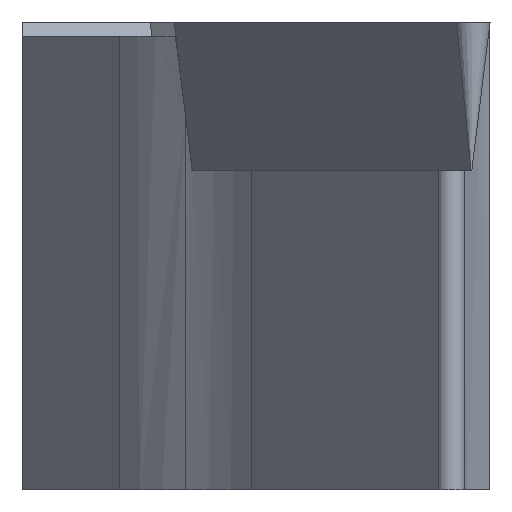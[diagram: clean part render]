
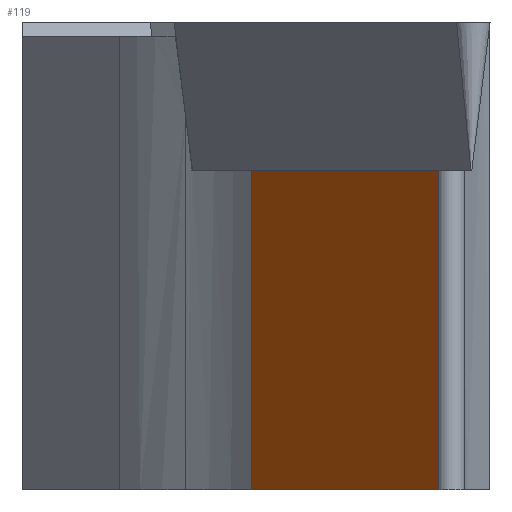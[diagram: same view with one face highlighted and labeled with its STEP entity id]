
A CAD part, left-side view. The second image highlights one B-rep face of the part: STEP entity #119.
In plain terms, the highlighted planar face has unit normal (-0.616, 0.788, 0).
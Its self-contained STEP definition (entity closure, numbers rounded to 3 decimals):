
#119=ADVANCED_FACE('',(#167),#144,.F.);
#144=PLANE('',#610);
#167=FACE_OUTER_BOUND('',#195,.T.);
#195=EDGE_LOOP('',(#261,#262,#263,#264));
#261=ORIENTED_EDGE('',*,*,#446,.F.);
#262=ORIENTED_EDGE('',*,*,#447,.T.);
#263=ORIENTED_EDGE('',*,*,#448,.F.);
#264=ORIENTED_EDGE('',*,*,#444,.F.);
#393=VERTEX_POINT('',#837);
#394=VERTEX_POINT('',#839);
#395=VERTEX_POINT('',#843);
#396=VERTEX_POINT('',#845);
#444=EDGE_CURVE('',#393,#394,#506,.T.);
#446=EDGE_CURVE('',#395,#393,#507,.T.);
#447=EDGE_CURVE('',#395,#396,#508,.T.);
#448=EDGE_CURVE('',#394,#396,#509,.T.);
#506=LINE('',#838,#556);
#507=LINE('',#842,#557);
#508=LINE('',#844,#558);
#509=LINE('',#846,#559);
#556=VECTOR('',#684,1.);
#557=VECTOR('',#689,1.);
#558=VECTOR('',#690,1.);
#559=VECTOR('',#691,1.);
#610=AXIS2_PLACEMENT_3D('',#847,#692,#693);
#684=DIRECTION('',(0.,0.,-1.));
#689=DIRECTION('',(-0.788,-0.616,0.));
#690=DIRECTION('',(0.,0.,-1.));
#691=DIRECTION('',(0.788,0.616,0.));
#692=DIRECTION('',(0.616,-0.788,0.));
#693=DIRECTION('',(0.788,0.616,0.));
#837=CARTESIAN_POINT('',(1.427,-8.913,-3.18));
#838=CARTESIAN_POINT('',(1.427,-8.913,-15.));
#839=CARTESIAN_POINT('',(1.427,-8.913,-10.));
#842=CARTESIAN_POINT('',(1.427,-8.913,-3.18));
#843=CARTESIAN_POINT('',(6.566,-4.898,-3.18));
#844=CARTESIAN_POINT('',(6.566,-4.898,-15.));
#845=CARTESIAN_POINT('',(6.566,-4.898,-10.));
#846=CARTESIAN_POINT('',(1.427,-8.913,-10.));
#847=CARTESIAN_POINT('',(1.427,-8.913,-15.));
